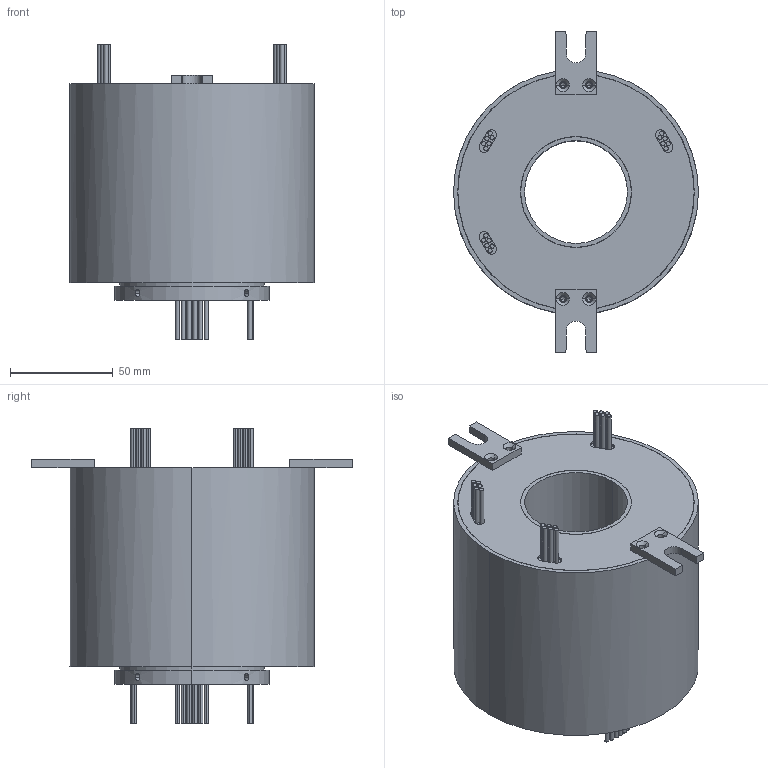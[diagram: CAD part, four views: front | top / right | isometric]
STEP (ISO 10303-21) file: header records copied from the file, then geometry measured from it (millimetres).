
FILE_DESCRIPTION (( 'STEP AP214' ), '1' );
FILE_NAME ('RT50119-P1810.STEP', '2020-07-29T07:56:33', ( 'admin321' ), ( '' ), 'SwSTEP 2.0', 'SolidWorks 2014', '' );
FILE_SCHEMA (( 'AUTOMOTIVE_DESIGN' ));
Length unit declared in the file: millimetre
Products named in the file (1): RT50119-P1810
Bounding box: 119 x 156 x 143.4 mm (x, y, z)
Volume: 911456.3 mm3; surface area: 87687.4 mm2
Topology: 1 solids, 1 shells, 242 faces, 545 edges, 350 vertices
Faces by surface type: cylinder 143, plane 83, cone 16
Entity records: 7421 total; most frequent: CARTESIAN_POINT 1546, DIRECTION 1297, ORIENTED_EDGE 1074, EDGE_CURVE 537, AXIS2_PLACEMENT_3D 533, VERTEX_POINT 350, EDGE_LOOP 309, CIRCLE 290
